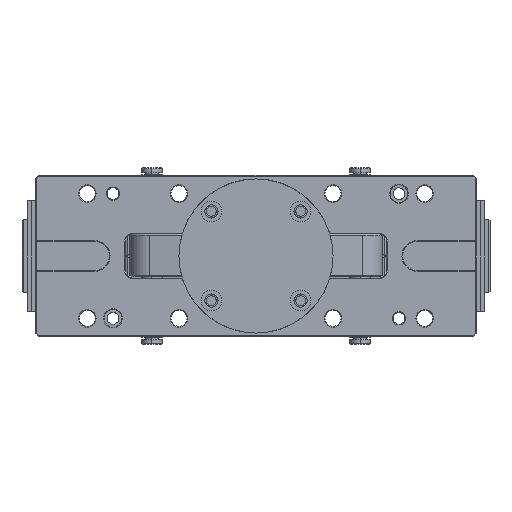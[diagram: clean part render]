
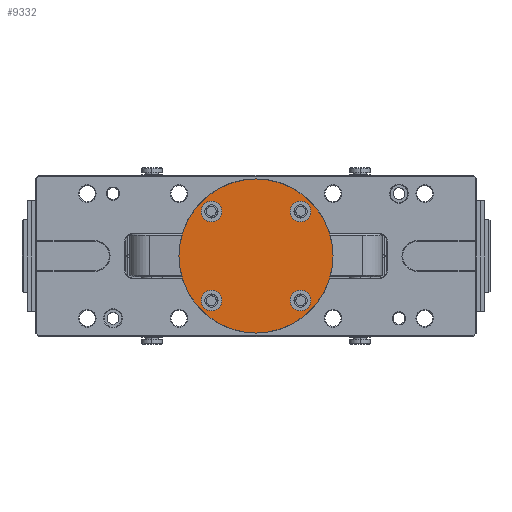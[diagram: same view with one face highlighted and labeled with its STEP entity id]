
A CAD part, front view. The second image highlights one B-rep face of the part: STEP entity #9332.
In plain terms, the highlighted planar face has unit normal (0, -1, 0).
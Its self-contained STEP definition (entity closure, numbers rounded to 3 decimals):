
#31 = EDGE_LOOP ( 'NONE', ( #18516, #429 ) ) ;
#429 = ORIENTED_EDGE ( 'NONE', *, *, #32489, .F. ) ;
#1167 = DIRECTION ( 'NONE',  ( 0., -1., 0. ) ) ;
#1290 = DIRECTION ( 'NONE',  ( 0., 0., -1. ) ) ;
#1623 = ORIENTED_EDGE ( 'NONE', *, *, #13637, .F. ) ;
#1658 = ORIENTED_EDGE ( 'NONE', *, *, #11687, .F. ) ;
#1724 = EDGE_LOOP ( 'NONE', ( #15846, #27185 ) ) ;
#2726 = ORIENTED_EDGE ( 'NONE', *, *, #8584, .F. ) ;
#2936 = CARTESIAN_POINT ( 'NONE',  ( 0., 61.977, -52.5 ) ) ;
#3961 = DIRECTION ( 'NONE',  ( 0., 0., -1. ) ) ;
#4876 = CIRCLE ( 'NONE', #31047, 7. ) ;
#5053 = FACE_BOUND ( 'NONE', #1724, .T. ) ;
#5420 = DIRECTION ( 'NONE',  ( 0., 1., 0. ) ) ;
#6104 = AXIS2_PLACEMENT_3D ( 'NONE', #17003, #17238, #17355 ) ;
#6268 = VERTEX_POINT ( 'NONE', #22146 ) ;
#6469 = DIRECTION ( 'NONE',  ( 0., 0., -1. ) ) ;
#6538 = CARTESIAN_POINT ( 'NONE',  ( -30.406, 61.977, -30.406 ) ) ;
#7390 = DIRECTION ( 'NONE',  ( 0., -1., 0. ) ) ;
#8166 = DIRECTION ( 'NONE',  ( 0., 0., 1. ) ) ;
#8584 = EDGE_CURVE ( 'NONE', #6268, #14256, #12556, .T. ) ;
#8752 = CARTESIAN_POINT ( 'NONE',  ( -30.406, 61.977, 23.406 ) ) ;
#9108 = EDGE_LOOP ( 'NONE', ( #1658, #2726 ) ) ;
#9239 = CARTESIAN_POINT ( 'NONE',  ( 30.406, 61.977, 30.406 ) ) ;
#9332 = ADVANCED_FACE ( 'NONE', ( #12938, #5053, #25063, #30014, #31680 ), #10747, .F. ) ;
#10057 = CARTESIAN_POINT ( 'NONE',  ( -30.406, 61.977, -23.406 ) ) ;
#10144 = CIRCLE ( 'NONE', #34283, 7. ) ;
#10747 = PLANE ( 'NONE',  #31864 ) ;
#11316 = DIRECTION ( 'NONE',  ( 0., -1., 0. ) ) ;
#11687 = EDGE_CURVE ( 'NONE', #14256, #6268, #4876, .T. ) ;
#11738 = VERTEX_POINT ( 'NONE', #17147 ) ;
#11761 = CARTESIAN_POINT ( 'NONE',  ( -30.406, 61.977, -30.406 ) ) ;
#11809 = AXIS2_PLACEMENT_3D ( 'NONE', #13141, #13016, #8166 ) ;
#12556 = CIRCLE ( 'NONE', #22539, 7. ) ;
#12938 = FACE_BOUND ( 'NONE', #9108, .T. ) ;
#13016 = DIRECTION ( 'NONE',  ( 0., 1., 0. ) ) ;
#13141 = CARTESIAN_POINT ( 'NONE',  ( 0., 61.977, 0. ) ) ;
#13637 = EDGE_CURVE ( 'NONE', #18040, #32650, #31638, .T. ) ;
#14089 = CARTESIAN_POINT ( 'NONE',  ( 30.406, 61.977, -30.406 ) ) ;
#14256 = VERTEX_POINT ( 'NONE', #33233 ) ;
#14359 = CARTESIAN_POINT ( 'NONE',  ( 30.406, 61.977, 30.406 ) ) ;
#14361 = CIRCLE ( 'NONE', #24526, 7. ) ;
#15409 = EDGE_LOOP ( 'NONE', ( #27463, #1623 ) ) ;
#15777 = DIRECTION ( 'NONE',  ( 0., 0., 1. ) ) ;
#15846 = ORIENTED_EDGE ( 'NONE', *, *, #16634, .F. ) ;
#16065 = CARTESIAN_POINT ( 'NONE',  ( 30.406, 61.977, -23.406 ) ) ;
#16634 = EDGE_CURVE ( 'NONE', #20827, #19682, #14361, .T. ) ;
#16747 = DIRECTION ( 'NONE',  ( 0., 1., 0. ) ) ;
#17003 = CARTESIAN_POINT ( 'NONE',  ( 30.406, 61.977, -30.406 ) ) ;
#17147 = CARTESIAN_POINT ( 'NONE',  ( -30.406, 61.977, -37.406 ) ) ;
#17197 = EDGE_CURVE ( 'NONE', #19682, #20827, #10144, .T. ) ;
#17238 = DIRECTION ( 'NONE',  ( 0., -1., 0. ) ) ;
#17262 = CIRCLE ( 'NONE', #29273, 7. ) ;
#17355 = DIRECTION ( 'NONE',  ( 0., 0., -1. ) ) ;
#18040 = VERTEX_POINT ( 'NONE', #16065 ) ;
#18516 = ORIENTED_EDGE ( 'NONE', *, *, #29554, .F. ) ;
#18892 = AXIS2_PLACEMENT_3D ( 'NONE', #11761, #33067, #19865 ) ;
#18990 = EDGE_CURVE ( 'NONE', #33269, #22710, #34159, .T. ) ;
#19682 = VERTEX_POINT ( 'NONE', #32416 ) ;
#19865 = DIRECTION ( 'NONE',  ( 0., 0., -1. ) ) ;
#20569 = ORIENTED_EDGE ( 'NONE', *, *, #31842, .F. ) ;
#20683 = DIRECTION ( 'NONE',  ( 0., 0., -1. ) ) ;
#20827 = VERTEX_POINT ( 'NONE', #8752 ) ;
#21263 = CARTESIAN_POINT ( 'NONE',  ( 0., 61.977, 52.5 ) ) ;
#21558 = AXIS2_PLACEMENT_3D ( 'NONE', #14089, #32684, #3961 ) ;
#21675 = VERTEX_POINT ( 'NONE', #10057 ) ;
#21698 = CIRCLE ( 'NONE', #18892, 7. ) ;
#22146 = CARTESIAN_POINT ( 'NONE',  ( 30.406, 61.977, 37.406 ) ) ;
#22539 = AXIS2_PLACEMENT_3D ( 'NONE', #14359, #11316, #6469 ) ;
#22710 = VERTEX_POINT ( 'NONE', #2936 ) ;
#23499 = CIRCLE ( 'NONE', #6104, 7. ) ;
#23737 = DIRECTION ( 'NONE',  ( 0., -1., 0. ) ) ;
#24526 = AXIS2_PLACEMENT_3D ( 'NONE', #25903, #7390, #20683 ) ;
#25063 = FACE_BOUND ( 'NONE', #31, .T. ) ;
#25903 = CARTESIAN_POINT ( 'NONE',  ( -30.406, 61.977, 30.406 ) ) ;
#26272 = DIRECTION ( 'NONE',  ( 0., 0., -1. ) ) ;
#27185 = ORIENTED_EDGE ( 'NONE', *, *, #17197, .F. ) ;
#27463 = ORIENTED_EDGE ( 'NONE', *, *, #29645, .F. ) ;
#27558 = CIRCLE ( 'NONE', #32884, 52.5 ) ;
#28362 = EDGE_LOOP ( 'NONE', ( #31990, #20569 ) ) ;
#28715 = CARTESIAN_POINT ( 'NONE',  ( -30.406, 61.977, 30.406 ) ) ;
#28855 = CARTESIAN_POINT ( 'NONE',  ( 30.406, 61.977, -37.406 ) ) ;
#29149 = CARTESIAN_POINT ( 'NONE',  ( 52.5, 61.977, 0. ) ) ;
#29273 = AXIS2_PLACEMENT_3D ( 'NONE', #6538, #32800, #33139 ) ;
#29554 = EDGE_CURVE ( 'NONE', #11738, #21675, #17262, .T. ) ;
#29645 = EDGE_CURVE ( 'NONE', #32650, #18040, #23499, .T. ) ;
#30014 = FACE_BOUND ( 'NONE', #15409, .T. ) ;
#30214 = DIRECTION ( 'NONE',  ( 0., 0., 1. ) ) ;
#31047 = AXIS2_PLACEMENT_3D ( 'NONE', #9239, #1167, #1290 ) ;
#31638 = CIRCLE ( 'NONE', #21558, 7. ) ;
#31680 = FACE_OUTER_BOUND ( 'NONE', #28362, .T. ) ;
#31842 = EDGE_CURVE ( 'NONE', #22710, #33269, #27558, .T. ) ;
#31864 = AXIS2_PLACEMENT_3D ( 'NONE', #29149, #5420, #15777 ) ;
#31990 = ORIENTED_EDGE ( 'NONE', *, *, #18990, .F. ) ;
#32416 = CARTESIAN_POINT ( 'NONE',  ( -30.406, 61.977, 37.406 ) ) ;
#32489 = EDGE_CURVE ( 'NONE', #21675, #11738, #21698, .T. ) ;
#32650 = VERTEX_POINT ( 'NONE', #28855 ) ;
#32684 = DIRECTION ( 'NONE',  ( 0., -1., 0. ) ) ;
#32800 = DIRECTION ( 'NONE',  ( 0., -1., 0. ) ) ;
#32884 = AXIS2_PLACEMENT_3D ( 'NONE', #32889, #16747, #30214 ) ;
#32889 = CARTESIAN_POINT ( 'NONE',  ( 0., 61.977, 0. ) ) ;
#33067 = DIRECTION ( 'NONE',  ( 0., -1., 0. ) ) ;
#33139 = DIRECTION ( 'NONE',  ( 0., 0., -1. ) ) ;
#33233 = CARTESIAN_POINT ( 'NONE',  ( 30.406, 61.977, 23.406 ) ) ;
#33269 = VERTEX_POINT ( 'NONE', #21263 ) ;
#34159 = CIRCLE ( 'NONE', #11809, 52.5 ) ;
#34283 = AXIS2_PLACEMENT_3D ( 'NONE', #28715, #23737, #26272 ) ;
